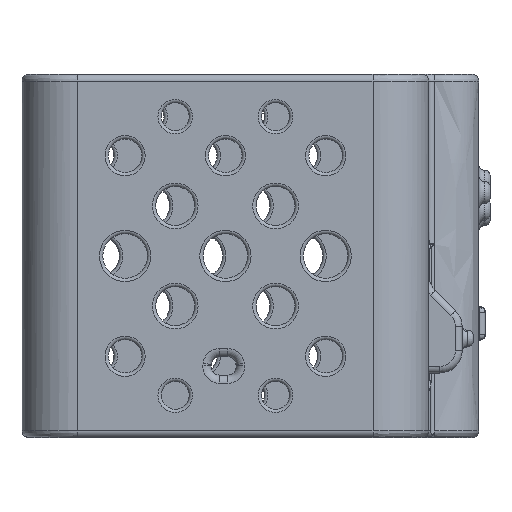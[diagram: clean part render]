
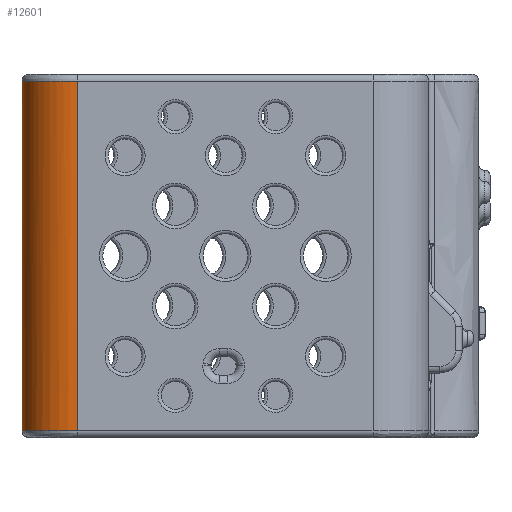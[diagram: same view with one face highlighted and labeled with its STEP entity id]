
A CAD part, left-side view. The second image highlights one B-rep face of the part: STEP entity #12601.
In plain terms, the highlighted free-form (B-spline) face has degree [3, 1] with [16, 2] control points.
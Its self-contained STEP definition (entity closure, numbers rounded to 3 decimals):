
#116=B_SPLINE_SURFACE_WITH_KNOTS('',3,1,((#25583,#25584),(#25585,#25586),
(#25587,#25588),(#25589,#25590),(#25591,#25592),(#25593,#25594),(#25595,
#25596),(#25597,#25598),(#25599,#25600),(#25601,#25602),(#25603,#25604),
(#25605,#25606),(#25607,#25608),(#25609,#25610),(#25611,#25612),(#25613,
#25614)),.UNSPECIFIED.,.F.,.F.,.F.,(4,3,3,3,3,4),(2,2),(-1.,-0.914,
-0.867,-0.461,-0.412,0.),(-0.4,2.86),
 .UNSPECIFIED.);
#2657=FACE_OUTER_BOUND('',#3592,.T.);
#3592=EDGE_LOOP('',(#10901,#10902,#10903,#10904));
#3868=LINE('',#19275,#4365);
#3955=LINE('',#20299,#4452);
#4365=VECTOR('',#14891,10.);
#4452=VECTOR('',#15542,10.);
#4950=B_SPLINE_CURVE_WITH_KNOTS('',3,(#25462,#25463,#25464,#25465,#25466,
#25467,#25468,#25469,#25470,#25471,#25472,#25473),.UNSPECIFIED.,.F.,.F.,
(4,2,2,2,2,4),(-0.688,-0.408,-0.372,
-0.087,-0.054,0.),.UNSPECIFIED.);
#4953=B_SPLINE_CURVE_WITH_KNOTS('',3,(#25615,#25616,#25617,#25618,#25619,
#25620,#25621,#25622,#25623,#25624,#25625,#25626),.UNSPECIFIED.,.F.,.F.,
(4,2,2,2,2,4),(-0.688,-0.633,-0.601,
-0.316,-0.28,0.),.UNSPECIFIED.);
#5049=VERTEX_POINT('',#19269);
#5051=VERTEX_POINT('',#19273);
#5304=VERTEX_POINT('',#20295);
#5306=VERTEX_POINT('',#20298);
#6245=EDGE_CURVE('',#5049,#5051,#3868,.T.);
#6562=EDGE_CURVE('',#5304,#5306,#3955,.T.);
#7647=EDGE_CURVE('',#5049,#5304,#4950,.T.);
#7655=EDGE_CURVE('',#5306,#5051,#4953,.T.);
#10901=ORIENTED_EDGE('',*,*,#7647,.F.);
#10902=ORIENTED_EDGE('',*,*,#6245,.T.);
#10903=ORIENTED_EDGE('',*,*,#7655,.F.);
#10904=ORIENTED_EDGE('',*,*,#6562,.F.);
#12601=ADVANCED_FACE('',(#2657),#116,.T.);
#14891=DIRECTION('',(0.,0.,1.));
#15542=DIRECTION('',(0.,0.,1.));
#19269=CARTESIAN_POINT('',(139.351,-102.299,-3.4));
#19273=CARTESIAN_POINT('',(139.351,-102.299,28.));
#19275=CARTESIAN_POINT('',(139.351,-102.299,0.));
#20295=CARTESIAN_POINT('',(144.351,-97.299,-3.4));
#20298=CARTESIAN_POINT('',(144.351,-97.299,28.));
#20299=CARTESIAN_POINT('',(144.351,-97.299,0.));
#25462=CARTESIAN_POINT('Ctrl Pts',(139.351,-102.299,-3.4));
#25463=CARTESIAN_POINT('Ctrl Pts',(139.351,-101.244,-3.4));
#25464=CARTESIAN_POINT('Ctrl Pts',(139.707,-100.175,-3.4));
#25465=CARTESIAN_POINT('Ctrl Pts',(140.417,-99.211,-3.4));
#25466=CARTESIAN_POINT('Ctrl Pts',(140.504,-99.103,-3.4));
#25467=CARTESIAN_POINT('Ctrl Pts',(141.308,-98.188,-3.4));
#25468=CARTESIAN_POINT('Ctrl Pts',(142.308,-97.616,-3.4));
#25469=CARTESIAN_POINT('Ctrl Pts',(143.486,-97.374,-3.4));
#25470=CARTESIAN_POINT('Ctrl Pts',(143.609,-97.353,-3.4));
#25471=CARTESIAN_POINT('Ctrl Pts',(143.938,-97.312,-3.4));
#25472=CARTESIAN_POINT('Ctrl Pts',(144.145,-97.299,-3.4));
#25473=CARTESIAN_POINT('Ctrl Pts',(144.351,-97.299,-3.4));
#25583=CARTESIAN_POINT('Ctrl Pts',(144.351,-97.299,-4.));
#25584=CARTESIAN_POINT('Ctrl Pts',(144.351,-97.299,28.6));
#25585=CARTESIAN_POINT('Ctrl Pts',(144.149,-97.299,-4.));
#25586=CARTESIAN_POINT('Ctrl Pts',(144.149,-97.299,28.6));
#25587=CARTESIAN_POINT('Ctrl Pts',(143.942,-97.312,-4.));
#25588=CARTESIAN_POINT('Ctrl Pts',(143.942,-97.312,28.6));
#25589=CARTESIAN_POINT('Ctrl Pts',(143.732,-97.338,-4.));
#25590=CARTESIAN_POINT('Ctrl Pts',(143.732,-97.338,28.6));
#25591=CARTESIAN_POINT('Ctrl Pts',(143.609,-97.353,-4.));
#25592=CARTESIAN_POINT('Ctrl Pts',(143.609,-97.353,28.6));
#25593=CARTESIAN_POINT('Ctrl Pts',(143.486,-97.374,-4.));
#25594=CARTESIAN_POINT('Ctrl Pts',(143.486,-97.374,28.6));
#25595=CARTESIAN_POINT('Ctrl Pts',(143.365,-97.398,-4.));
#25596=CARTESIAN_POINT('Ctrl Pts',(143.365,-97.398,28.6));
#25597=CARTESIAN_POINT('Ctrl Pts',(142.336,-97.61,-4.));
#25598=CARTESIAN_POINT('Ctrl Pts',(142.336,-97.61,28.6));
#25599=CARTESIAN_POINT('Ctrl Pts',(141.364,-98.124,-4.));
#25600=CARTESIAN_POINT('Ctrl Pts',(141.364,-98.124,28.6));
#25601=CARTESIAN_POINT('Ctrl Pts',(140.596,-98.998,-4.));
#25602=CARTESIAN_POINT('Ctrl Pts',(140.596,-98.998,28.6));
#25603=CARTESIAN_POINT('Ctrl Pts',(140.503,-99.104,-4.));
#25604=CARTESIAN_POINT('Ctrl Pts',(140.503,-99.104,28.6));
#25605=CARTESIAN_POINT('Ctrl Pts',(140.416,-99.212,-4.));
#25606=CARTESIAN_POINT('Ctrl Pts',(140.416,-99.212,28.6));
#25607=CARTESIAN_POINT('Ctrl Pts',(140.335,-99.323,-4.));
#25608=CARTESIAN_POINT('Ctrl Pts',(140.335,-99.323,28.6));
#25609=CARTESIAN_POINT('Ctrl Pts',(139.656,-100.245,-4.));
#25610=CARTESIAN_POINT('Ctrl Pts',(139.656,-100.245,28.6));
#25611=CARTESIAN_POINT('Ctrl Pts',(139.351,-101.274,-4.));
#25612=CARTESIAN_POINT('Ctrl Pts',(139.351,-101.274,28.6));
#25613=CARTESIAN_POINT('Ctrl Pts',(139.351,-102.299,-4.));
#25614=CARTESIAN_POINT('Ctrl Pts',(139.351,-102.299,28.6));
#25615=CARTESIAN_POINT('Ctrl Pts',(144.351,-97.299,28.));
#25616=CARTESIAN_POINT('Ctrl Pts',(144.145,-97.299,28.));
#25617=CARTESIAN_POINT('Ctrl Pts',(143.938,-97.312,28.));
#25618=CARTESIAN_POINT('Ctrl Pts',(143.609,-97.353,28.));
#25619=CARTESIAN_POINT('Ctrl Pts',(143.486,-97.374,28.));
#25620=CARTESIAN_POINT('Ctrl Pts',(142.308,-97.616,28.));
#25621=CARTESIAN_POINT('Ctrl Pts',(141.308,-98.188,28.));
#25622=CARTESIAN_POINT('Ctrl Pts',(140.504,-99.103,28.));
#25623=CARTESIAN_POINT('Ctrl Pts',(140.417,-99.211,28.));
#25624=CARTESIAN_POINT('Ctrl Pts',(139.707,-100.175,28.));
#25625=CARTESIAN_POINT('Ctrl Pts',(139.351,-101.244,28.));
#25626=CARTESIAN_POINT('Ctrl Pts',(139.351,-102.299,28.));
